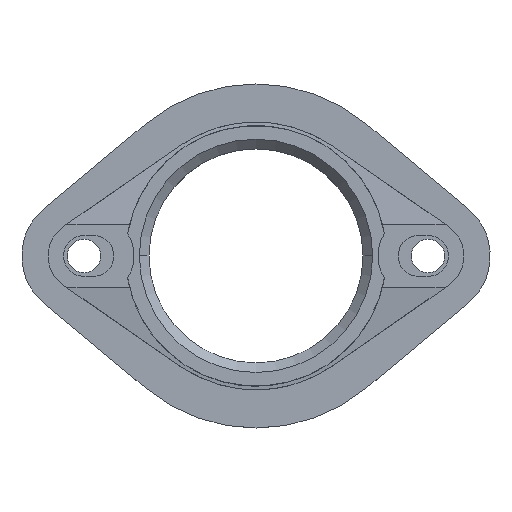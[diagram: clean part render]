
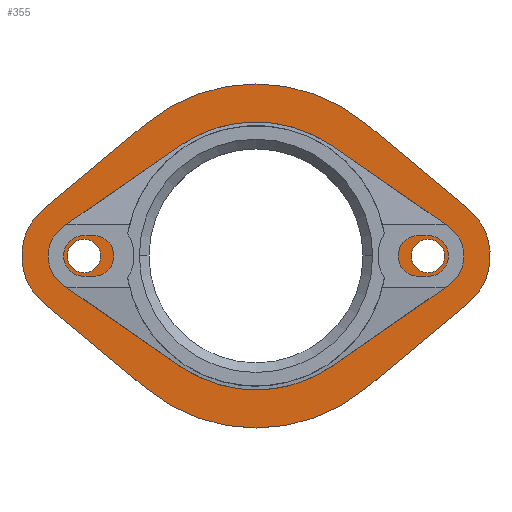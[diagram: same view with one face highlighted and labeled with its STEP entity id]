
A CAD part, top view. The second image highlights one B-rep face of the part: STEP entity #355.
In plain terms, the highlighted planar face has unit normal (0, 0, 1).
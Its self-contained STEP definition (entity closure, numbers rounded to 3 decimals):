
#76=CARTESIAN_POINT('',(0.,0.,1.6));
#77=DIRECTION('',(0.,0.,-1.));
#78=DIRECTION('',(1.,0.,0.));
#79=AXIS2_PLACEMENT_3D('',#76,#77,#78);
#81=CARTESIAN_POINT('',(0.,0.,1.6));
#82=DIRECTION('',(0.,0.,-1.));
#83=DIRECTION('',(-1.,0.,0.));
#84=AXIS2_PLACEMENT_3D('',#81,#82,#83);
#86=CARTESIAN_POINT('',(-36.,0.,1.6));
#87=DIRECTION('',(0.,0.,-1.));
#88=DIRECTION('',(1.,0.,0.));
#89=AXIS2_PLACEMENT_3D('',#86,#87,#88);
#91=CARTESIAN_POINT('',(-36.,0.,1.6));
#92=DIRECTION('',(0.,0.,-1.));
#93=DIRECTION('',(-1.,0.,0.));
#94=AXIS2_PLACEMENT_3D('',#91,#92,#93);
#96=CARTESIAN_POINT('',(36.,0.,1.6));
#97=DIRECTION('',(0.,0.,-1.));
#98=DIRECTION('',(1.,0.,0.));
#99=AXIS2_PLACEMENT_3D('',#96,#97,#98);
#101=CARTESIAN_POINT('',(36.,0.,1.6));
#102=DIRECTION('',(0.,0.,-1.));
#103=DIRECTION('',(-1.,0.,0.));
#104=AXIS2_PLACEMENT_3D('',#101,#102,#103);
#106=CARTESIAN_POINT('',(0.,0.,1.6));
#107=DIRECTION('',(0.,0.,1.));
#108=DIRECTION('',(0.639,0.769,0.));
#109=AXIS2_PLACEMENT_3D('',#106,#107,#108);
#111=DIRECTION('',(-0.769,0.639,0.));
#112=VECTOR('',#111,27.695);
#113=CARTESIAN_POINT('',(44.306,10.001,1.6));
#114=LINE('',#113,#112);
#115=CARTESIAN_POINT('',(36.,0.,1.6));
#116=DIRECTION('',(0.,0.,1.));
#117=DIRECTION('',(0.639,-0.769,0.));
#118=AXIS2_PLACEMENT_3D('',#115,#116,#117);
#120=DIRECTION('',(0.769,0.639,0.));
#121=VECTOR('',#120,27.695);
#122=CARTESIAN_POINT('',(23.,-27.695,1.6));
#123=LINE('',#122,#121);
#124=CARTESIAN_POINT('',(0.,0.,1.6));
#125=DIRECTION('',(0.,0.,1.));
#126=DIRECTION('',(-0.639,-0.769,0.));
#127=AXIS2_PLACEMENT_3D('',#124,#125,#126);
#129=DIRECTION('',(0.769,-0.639,0.));
#130=VECTOR('',#129,27.695);
#131=CARTESIAN_POINT('',(-44.306,-10.001,1.6));
#132=LINE('',#131,#130);
#133=CARTESIAN_POINT('',(-36.,0.,1.6));
#134=DIRECTION('',(0.,0.,1.));
#135=DIRECTION('',(-0.639,0.769,0.));
#136=AXIS2_PLACEMENT_3D('',#133,#134,#135);
#138=DIRECTION('',(-0.769,-0.639,0.));
#139=VECTOR('',#138,27.695);
#140=CARTESIAN_POINT('',(-23.,27.695,1.6));
#141=LINE('',#140,#139);
#194=CARTESIAN_POINT('',(-23.5,0.,1.6));
#195=CARTESIAN_POINT('',(23.5,0.,1.6));
#196=VERTEX_POINT('',#194);
#197=VERTEX_POINT('',#195);
#222=CARTESIAN_POINT('',(-32.5,0.,1.6));
#223=CARTESIAN_POINT('',(-39.5,0.,1.6));
#224=VERTEX_POINT('',#222);
#225=VERTEX_POINT('',#223);
#226=CARTESIAN_POINT('',(39.5,0.,1.6));
#227=CARTESIAN_POINT('',(32.5,0.,1.6));
#228=VERTEX_POINT('',#226);
#229=VERTEX_POINT('',#227);
#230=CARTESIAN_POINT('',(23.,27.695,1.6));
#231=CARTESIAN_POINT('',(-23.,27.695,1.6));
#232=VERTEX_POINT('',#230);
#233=VERTEX_POINT('',#231);
#234=CARTESIAN_POINT('',(-44.306,10.001,1.6));
#235=VERTEX_POINT('',#234);
#236=CARTESIAN_POINT('',(-44.306,-10.001,1.6));
#237=VERTEX_POINT('',#236);
#238=CARTESIAN_POINT('',(-23.,-27.695,1.6));
#239=VERTEX_POINT('',#238);
#240=CARTESIAN_POINT('',(23.,-27.695,1.6));
#241=VERTEX_POINT('',#240);
#242=CARTESIAN_POINT('',(44.306,-10.001,1.6));
#243=VERTEX_POINT('',#242);
#244=CARTESIAN_POINT('',(44.306,10.001,1.6));
#245=VERTEX_POINT('',#244);
#316=CARTESIAN_POINT('',(0.,0.,1.6));
#317=DIRECTION('',(0.,0.,1.));
#318=DIRECTION('',(1.,0.,0.));
#319=AXIS2_PLACEMENT_3D('',#316,#317,#318);
#320=PLANE('',#319);
#322=ORIENTED_EDGE('',*,*,#321,.F.);
#324=ORIENTED_EDGE('',*,*,#323,.F.);
#326=ORIENTED_EDGE('',*,*,#325,.F.);
#328=ORIENTED_EDGE('',*,*,#327,.F.);
#330=ORIENTED_EDGE('',*,*,#329,.F.);
#332=ORIENTED_EDGE('',*,*,#331,.F.);
#334=ORIENTED_EDGE('',*,*,#333,.F.);
#336=ORIENTED_EDGE('',*,*,#335,.F.);
#337=EDGE_LOOP('',(#322,#324,#326,#328,#330,#332,#334,#336));
#338=FACE_OUTER_BOUND('',#337,.F.);
#340=ORIENTED_EDGE('',*,*,#339,.F.);
#342=ORIENTED_EDGE('',*,*,#341,.F.);
#343=EDGE_LOOP('',(#340,#342));
#344=FACE_BOUND('',#343,.F.);
#346=ORIENTED_EDGE('',*,*,#345,.F.);
#348=ORIENTED_EDGE('',*,*,#347,.F.);
#349=EDGE_LOOP('',(#346,#348));
#350=FACE_BOUND('',#349,.F.);
#351=ORIENTED_EDGE('',*,*,#296,.F.);
#352=ORIENTED_EDGE('',*,*,#310,.F.);
#353=EDGE_LOOP('',(#351,#352));
#354=FACE_BOUND('',#353,.F.);
#355=ADVANCED_FACE('',(#338,#344,#350,#354),#320,.T.);
#80=CIRCLE('',#79,23.5);
#85=CIRCLE('',#84,23.5);
#90=CIRCLE('',#89,3.5);
#95=CIRCLE('',#94,3.5);
#100=CIRCLE('',#99,3.5);
#105=CIRCLE('',#104,3.5);
#110=CIRCLE('',#109,36.);
#119=CIRCLE('',#118,13.);
#128=CIRCLE('',#127,36.);
#137=CIRCLE('',#136,13.);
#296=EDGE_CURVE('',#197,#196,#80,.T.);
#310=EDGE_CURVE('',#196,#197,#85,.T.);
#321=EDGE_CURVE('',#232,#233,#110,.T.);
#323=EDGE_CURVE('',#245,#232,#114,.T.);
#325=EDGE_CURVE('',#243,#245,#119,.T.);
#327=EDGE_CURVE('',#241,#243,#123,.T.);
#329=EDGE_CURVE('',#239,#241,#128,.T.);
#331=EDGE_CURVE('',#237,#239,#132,.T.);
#333=EDGE_CURVE('',#235,#237,#137,.T.);
#335=EDGE_CURVE('',#233,#235,#141,.T.);
#339=EDGE_CURVE('',#224,#225,#90,.T.);
#341=EDGE_CURVE('',#225,#224,#95,.T.);
#345=EDGE_CURVE('',#228,#229,#100,.T.);
#347=EDGE_CURVE('',#229,#228,#105,.T.);
